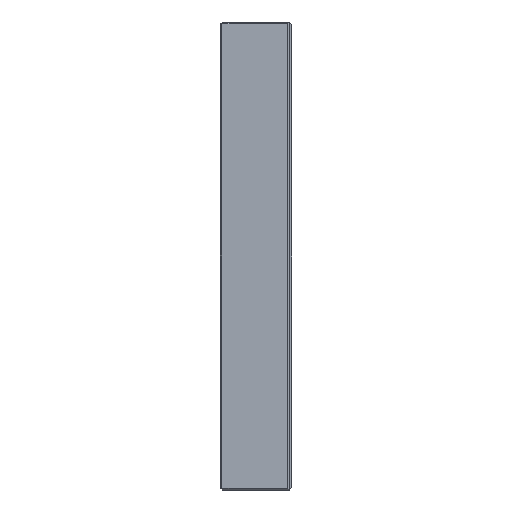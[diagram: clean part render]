
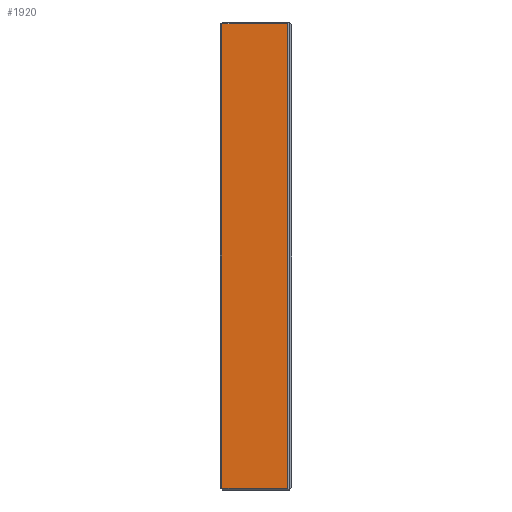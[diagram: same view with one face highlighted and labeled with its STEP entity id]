
A CAD part, left-side view. The second image highlights one B-rep face of the part: STEP entity #1920.
In plain terms, the highlighted planar face has unit normal (-1, 0, 0).
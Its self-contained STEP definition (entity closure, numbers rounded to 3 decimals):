
#1752 = AXIS2_PLACEMENT_3D ( 'NONE', #10918, #10919, #10920 ) ;
#1920 = ADVANCED_FACE ( 'NONE', ( #10916 ), #10912, .F. ) ;
#2546 = EDGE_LOOP ( 'NONE', ( #8660, #8661, #8662, #8663 ) ) ;
#3552 = EDGE_CURVE ( 'NONE', #14854, #19138, #15247, .T. ) ;
#3553 = EDGE_CURVE ( 'NONE', #14854, #7174, #15223, .T. ) ;
#3554 = EDGE_CURVE ( 'NONE', #14857, #7174, #15253, .T. ) ;
#3557 = EDGE_CURVE ( 'NONE', #19138, #14857, #15262, .T. ) ;
#4015 = CARTESIAN_POINT ( 'NONE',  ( -20., 0.35, -52.07 ) ) ;
#7174 = VERTEX_POINT ( 'NONE', #4015 ) ;
#7728 = VECTOR ( 'NONE', #15252, 1000. ) ;
#7730 = VECTOR ( 'NONE', #15250, 1000. ) ;
#7732 = VECTOR ( 'NONE', #15255, 1000. ) ;
#7735 = VECTOR ( 'NONE', #15264, 1000. ) ;
#8660 = ORIENTED_EDGE ( 'NONE', *, *, #3557, .T. ) ;
#8661 = ORIENTED_EDGE ( 'NONE', *, *, #3554, .T. ) ;
#8662 = ORIENTED_EDGE ( 'NONE', *, *, #3553, .F. ) ;
#8663 = ORIENTED_EDGE ( 'NONE', *, *, #3552, .T. ) ;
#10912 = PLANE ( 'NONE',  #1752 ) ;
#10916 = FACE_OUTER_BOUND ( 'NONE', #2546, .T. ) ;
#10918 = CARTESIAN_POINT ( 'NONE',  ( -20., 15.15, 52.5 ) ) ;
#10919 = DIRECTION ( 'NONE',  ( 1., 0., 0. ) ) ;
#10920 = DIRECTION ( 'NONE',  ( 0., 1., 0. ) ) ;
#14854 = VERTEX_POINT ( 'NONE', #17813 ) ;
#14857 = VERTEX_POINT ( 'NONE', #17816 ) ;
#15223 = LINE ( 'NONE', #15251, #7728 ) ;
#15247 = LINE ( 'NONE', #15249, #7730 ) ;
#15249 = CARTESIAN_POINT ( 'NONE',  ( -20., 15.15, 52.07 ) ) ;
#15250 = DIRECTION ( 'NONE',  ( 0., 1., 0. ) ) ;
#15251 = CARTESIAN_POINT ( 'NONE',  ( -20., 0.35, 52.5 ) ) ;
#15252 = DIRECTION ( 'NONE',  ( 0., 0., -1. ) ) ;
#15253 = LINE ( 'NONE', #15254, #7732 ) ;
#15254 = CARTESIAN_POINT ( 'NONE',  ( -20., 15.15, -52.07 ) ) ;
#15255 = DIRECTION ( 'NONE',  ( 0., -1., 0. ) ) ;
#15262 = LINE ( 'NONE', #15263, #7735 ) ;
#15263 = CARTESIAN_POINT ( 'NONE',  ( -20., 15.15, 52.5 ) ) ;
#15264 = DIRECTION ( 'NONE',  ( 0., 0., -1. ) ) ;
#17813 = CARTESIAN_POINT ( 'NONE',  ( -20., 0.35, 52.07 ) ) ;
#17816 = CARTESIAN_POINT ( 'NONE',  ( -20., 15.15, -52.07 ) ) ;
#17847 = CARTESIAN_POINT ( 'NONE',  ( -20., 15.15, 52.07 ) ) ;
#19138 = VERTEX_POINT ( 'NONE', #17847 ) ;
